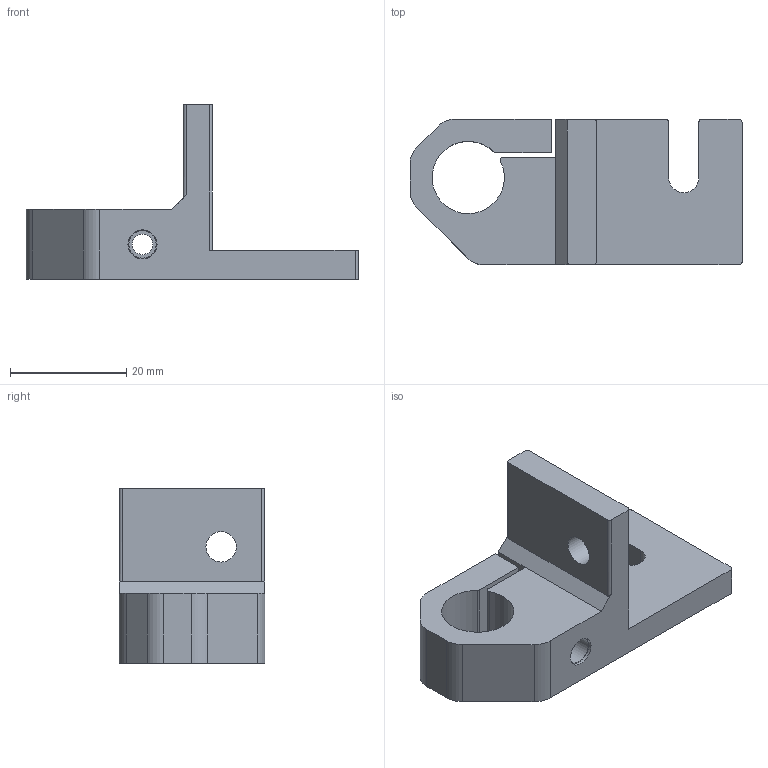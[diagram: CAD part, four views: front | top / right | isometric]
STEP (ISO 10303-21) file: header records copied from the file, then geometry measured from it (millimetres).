
FILE_DESCRIPTION(/* description */ (''),/* implementation_level */ '2;1');
FILE_NAME(/* name */ 'Z Axis Linear Rail Bracket - Left 1.0.stp',/* time_stamp */ '2017-07-03T02:16:32-07:00',/* author */ ('josev'),/* organization */ (''),/* preprocessor_version */ 'ST-DEVELOPER v16.5',/* originating_system */ 'Autodesk Inventor 2017',/* authorisation */ '');
FILE_SCHEMA (('AUTOMOTIVE_DESIGN { 1 0 10303 214 3 1 1 }'));
Length unit declared in the file: millimetre
Products named in the file (1): Z Axis Linear Rail Bracket - Left 1.0
Bounding box: 57 x 25 x 30 mm (x, y, z)
Volume: 11774.2 mm3; surface area: 6044.1 mm2
Topology: 1 solids, 1 shells, 44 faces, 122 edges, 82 vertices
Faces by surface type: plane 23, cylinder 21
Full cylindrical faces by diameter (mm): 3.5 x2, 4.7 x1, 5 x1, 5.2 x1
Entity records: 1414 total; most frequent: DIRECTION 246, CARTESIAN_POINT 238, ORIENTED_EDGE 228, EDGE_CURVE 114, AXIS2_PLACEMENT_3D 87, VERTEX_POINT 79, LINE 72, VECTOR 72
